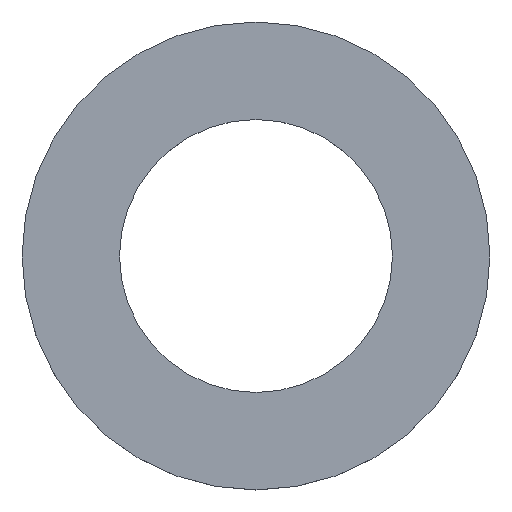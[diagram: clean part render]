
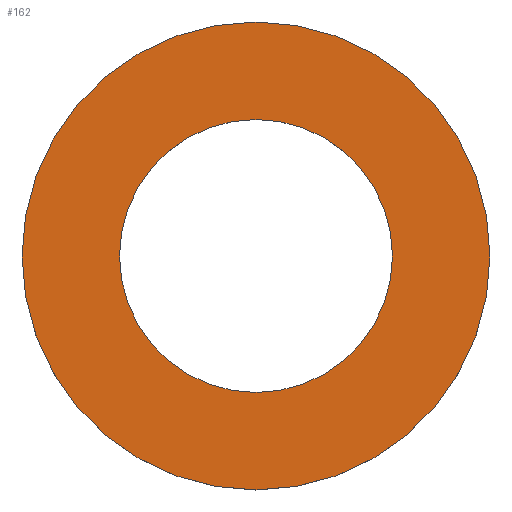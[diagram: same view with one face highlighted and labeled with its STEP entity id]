
A CAD part, top view. The second image highlights one B-rep face of the part: STEP entity #162.
In plain terms, the highlighted planar face has unit normal (0, 0, 1).
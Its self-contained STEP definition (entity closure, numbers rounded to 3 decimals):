
#3 = CARTESIAN_POINT ( 'NONE',  ( 0., 0., 4. ) ) ;
#4 = DIRECTION ( 'NONE',  ( 1., 0., 0. ) ) ;
#6 = PLANE ( 'NONE',  #244 ) ;
#12 = CARTESIAN_POINT ( 'NONE',  ( 30., 0., 4. ) ) ;
#14 = CARTESIAN_POINT ( 'NONE',  ( 0., 0., 4. ) ) ;
#17 = DIRECTION ( 'NONE',  ( 1., 0., 0. ) ) ;
#19 = CARTESIAN_POINT ( 'NONE',  ( 0., 0., 4. ) ) ;
#22 = DIRECTION ( 'NONE',  ( 0., 0., 1. ) ) ;
#23 = VERTEX_POINT ( 'NONE', #54 ) ;
#25 = DIRECTION ( 'NONE',  ( 1., 0., 0. ) ) ;
#26 = DIRECTION ( 'NONE',  ( 1., 0., 0. ) ) ;
#32 = CARTESIAN_POINT ( 'NONE',  ( 17.5, 0., 4. ) ) ;
#33 = CARTESIAN_POINT ( 'NONE',  ( -17.5, 0., 4. ) ) ;
#34 = VERTEX_POINT ( 'NONE', #33 ) ;
#36 = DIRECTION ( 'NONE',  ( 0., 0., 1. ) ) ;
#41 = CARTESIAN_POINT ( 'NONE',  ( 0., 0., 4. ) ) ;
#44 = VERTEX_POINT ( 'NONE', #32 ) ;
#49 = CARTESIAN_POINT ( 'NONE',  ( 0., 0., 4. ) ) ;
#50 = DIRECTION ( 'NONE',  ( 1., 0., 0. ) ) ;
#51 = DIRECTION ( 'NONE',  ( 0., 0., 1. ) ) ;
#54 = CARTESIAN_POINT ( 'NONE',  ( -30., 0., 4. ) ) ;
#61 = DIRECTION ( 'NONE',  ( 0., 0., 1. ) ) ;
#63 = VERTEX_POINT ( 'NONE', #12 ) ;
#67 = DIRECTION ( 'NONE',  ( 0., 0., 1. ) ) ;
#103 = CIRCLE ( 'NONE', #248, 17.5 ) ;
#104 = FACE_BOUND ( 'NONE', #172, .T. ) ;
#105 = CIRCLE ( 'NONE', #242, 30. ) ;
#107 = CIRCLE ( 'NONE', #212, 17.5 ) ;
#108 = CIRCLE ( 'NONE', #213, 30. ) ;
#117 = FACE_OUTER_BOUND ( 'NONE', #164, .T. ) ;
#162 = ADVANCED_FACE ( 'NONE', ( #117, #104 ), #6, .T. ) ;
#164 = EDGE_LOOP ( 'NONE', ( #178, #168 ) ) ;
#168 = ORIENTED_EDGE ( 'NONE', *, *, #231, .T. ) ;
#172 = EDGE_LOOP ( 'NONE', ( #188, #175 ) ) ;
#175 = ORIENTED_EDGE ( 'NONE', *, *, #217, .F. ) ;
#178 = ORIENTED_EDGE ( 'NONE', *, *, #215, .T. ) ;
#188 = ORIENTED_EDGE ( 'NONE', *, *, #234, .F. ) ;
#212 = AXIS2_PLACEMENT_3D ( 'NONE', #3, #67, #4 ) ;
#213 = AXIS2_PLACEMENT_3D ( 'NONE', #14, #61, #25 ) ;
#215 = EDGE_CURVE ( 'NONE', #23, #63, #105, .T. ) ;
#217 = EDGE_CURVE ( 'NONE', #44, #34, #103, .T. ) ;
#231 = EDGE_CURVE ( 'NONE', #63, #23, #108, .T. ) ;
#234 = EDGE_CURVE ( 'NONE', #34, #44, #107, .T. ) ;
#242 = AXIS2_PLACEMENT_3D ( 'NONE', #19, #51, #17 ) ;
#244 = AXIS2_PLACEMENT_3D ( 'NONE', #41, #36, #50 ) ;
#248 = AXIS2_PLACEMENT_3D ( 'NONE', #49, #22, #26 ) ;
